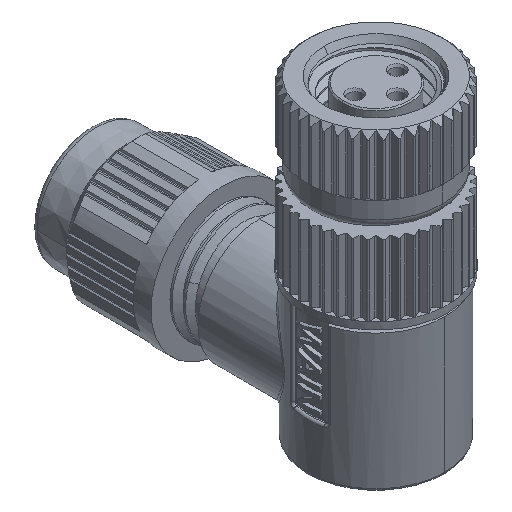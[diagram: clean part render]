
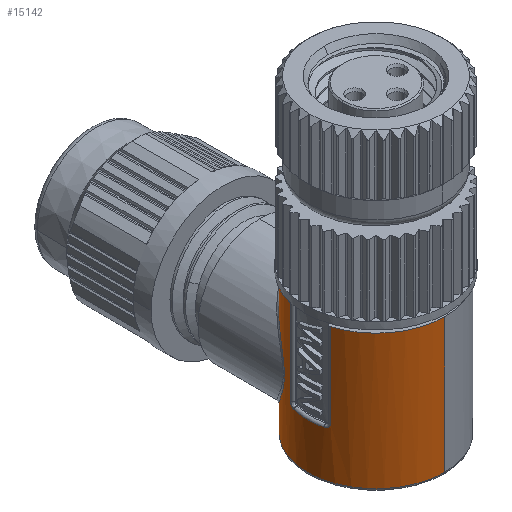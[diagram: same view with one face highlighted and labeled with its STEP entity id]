
A CAD part, isometric view. The second image highlights one B-rep face of the part: STEP entity #15142.
In plain terms, the highlighted cylindrical face has radius 5.7 mm (diameter 11.4 mm), a partial arc.
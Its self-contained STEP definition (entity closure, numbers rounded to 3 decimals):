
#645=CARTESIAN_POINT('',(0.,5.7,-7.25));
#693=CARTESIAN_POINT('',(0.,5.7,-18.05));
#695=DIRECTION('',(0.,0.,-1.));
#696=VECTOR('',#695,0.05);
#697=CARTESIAN_POINT('',(0.,5.7,-18.05));
#698=LINE('',#697,#696);
#704=DIRECTION('',(0.,0.,1.));
#705=VECTOR('',#704,11.2);
#706=CARTESIAN_POINT('',(0.,-5.7,-18.1));
#707=LINE('',#706,#705);
#742=DIRECTION('',(0.,0.,-1.));
#743=VECTOR('',#742,0.35);
#744=CARTESIAN_POINT('',(0.,5.7,-6.9));
#745=LINE('',#744,#743);
#756=CARTESIAN_POINT('',(0.,5.7,-18.05));
#757=CARTESIAN_POINT('',(-0.146,5.7,
-18.05));
#758=CARTESIAN_POINT('',(-0.434,5.689,
-18.037));
#759=CARTESIAN_POINT('',(-0.842,5.642,
-17.983));
#760=CARTESIAN_POINT('',(-1.24,5.568,-17.895));
#761=CARTESIAN_POINT('',(-1.599,5.475,-17.786));
#762=CARTESIAN_POINT('',(-1.965,5.356,-17.645));
#763=CARTESIAN_POINT('',(-2.357,5.196,-17.454));
#764=CARTESIAN_POINT('',(-2.749,5.,-17.218));
#765=CARTESIAN_POINT('',(-3.119,4.777,-16.946));
#766=CARTESIAN_POINT('',(-3.475,4.526,-16.633));
#767=CARTESIAN_POINT('',(-3.812,4.245,-16.275));
#768=CARTESIAN_POINT('',(-4.104,3.962,-15.901));
#769=CARTESIAN_POINT('',(-4.339,3.701,-15.54));
#770=CARTESIAN_POINT('',(-4.522,3.473,-15.208));
#771=CARTESIAN_POINT('',(-4.666,3.277,-14.902));
#772=CARTESIAN_POINT('',(-4.78,3.107,-14.617));
#773=CARTESIAN_POINT('',(-4.872,2.96,-14.349));
#774=CARTESIAN_POINT('',(-4.944,2.837,-14.096));
#775=CARTESIAN_POINT('',(-5.001,2.735,-13.86));
#776=CARTESIAN_POINT('',(-5.044,2.655,-13.642));
#777=CARTESIAN_POINT('',(-5.076,2.593,-13.438));
#778=CARTESIAN_POINT('',(-5.1,2.545,-13.242));
#779=CARTESIAN_POINT('',(-5.117,2.511,-13.046));
#780=CARTESIAN_POINT('',(-5.128,2.489,-12.845));
#781=CARTESIAN_POINT('',(-5.131,2.482,-12.641));
#782=CARTESIAN_POINT('',(-5.127,2.49,-12.439));
#783=CARTESIAN_POINT('',(-5.116,2.513,-12.24));
#784=CARTESIAN_POINT('',(-5.099,2.549,-12.042));
#785=CARTESIAN_POINT('',(-5.072,2.6,-11.833));
#786=CARTESIAN_POINT('',(-5.035,2.672,-11.606));
#787=CARTESIAN_POINT('',(-4.983,2.768,-11.359));
#788=CARTESIAN_POINT('',(-4.915,2.887,-11.096));
#789=CARTESIAN_POINT('',(-4.829,3.031,-10.818));
#790=CARTESIAN_POINT('',(-4.719,3.2,-10.523));
#791=CARTESIAN_POINT('',(-4.579,3.398,-10.206));
#792=CARTESIAN_POINT('',(-4.398,3.631,-9.86));
#793=CARTESIAN_POINT('',(-4.169,3.893,-9.492));
#794=CARTESIAN_POINT('',(-3.896,4.167,-9.126));
#795=CARTESIAN_POINT('',(-3.597,4.427,-8.792));
#796=CARTESIAN_POINT('',(-3.28,4.668,-8.489));
#797=CARTESIAN_POINT('',(-2.913,4.907,-8.195));
#798=CARTESIAN_POINT('',(-2.49,5.135,-7.919));
#799=CARTESIAN_POINT('',(-2.062,5.32,-7.698));
#800=CARTESIAN_POINT('',(-1.625,5.471,-7.519));
#801=CARTESIAN_POINT('',(-1.105,5.601,-7.366));
#802=CARTESIAN_POINT('',(-0.542,5.683,
-7.269));
#803=CARTESIAN_POINT('',(-0.18,5.7,
-7.25));
#804=CARTESIAN_POINT('',(0.,5.7,-7.25));
#806=CARTESIAN_POINT('',(0.,0.,-6.9));
#807=DIRECTION('',(0.,0.,1.));
#808=DIRECTION('',(0.,1.,0.));
#809=AXIS2_PLACEMENT_3D('',#806,#807,#808);
#811=DIRECTION('',(0.,0.,1.));
#812=VECTOR('',#811,7.);
#813=CARTESIAN_POINT('',(-5.456,1.649,-13.9));
#814=LINE('',#813,#812);
#815=CARTESIAN_POINT('',(-5.562,1.249,-14.3));
#816=CARTESIAN_POINT('',(-5.553,1.286,-14.3));
#817=CARTESIAN_POINT('',(-5.536,1.358,-14.29));
#818=CARTESIAN_POINT('',(-5.51,1.461,-14.246));
#819=CARTESIAN_POINT('',(-5.487,1.543,-14.179));
#820=CARTESIAN_POINT('',(-5.471,1.601,-14.1));
#821=CARTESIAN_POINT('',(-5.459,1.64,-14.006));
#822=CARTESIAN_POINT('',(-5.456,1.649,-13.937));
#823=CARTESIAN_POINT('',(-5.456,1.649,-13.9));
#825=CARTESIAN_POINT('',(0.,0.,-14.3));
#826=DIRECTION('',(0.,0.,-1.));
#827=DIRECTION('',(-0.976,-0.219,0.));
#828=AXIS2_PLACEMENT_3D('',#825,#826,#827);
#830=CARTESIAN_POINT('',(-5.456,-1.649,
-13.9));
#831=CARTESIAN_POINT('',(-5.456,-1.649,
-13.941));
#832=CARTESIAN_POINT('',(-5.46,-1.638,
-14.016));
#833=CARTESIAN_POINT('',(-5.472,-1.595,
-14.11));
#834=CARTESIAN_POINT('',(-5.488,-1.539,
-14.181));
#835=CARTESIAN_POINT('',(-5.505,-1.477,
-14.232));
#836=CARTESIAN_POINT('',(-5.522,-1.413,
-14.268));
#837=CARTESIAN_POINT('',(-5.541,-1.339,
-14.293));
#838=CARTESIAN_POINT('',(-5.554,-1.28,
-14.3));
#839=CARTESIAN_POINT('',(-5.562,-1.249,
-14.3));
#841=DIRECTION('',(0.,0.,-1.));
#842=VECTOR('',#841,7.);
#843=CARTESIAN_POINT('',(-5.456,-1.649,-6.9));
#844=LINE('',#843,#842);
#845=CARTESIAN_POINT('',(0.,0.,-6.9));
#846=DIRECTION('',(0.,0.,1.));
#847=DIRECTION('',(-0.957,-0.289,0.));
#848=AXIS2_PLACEMENT_3D('',#845,#846,#847);
#850=CARTESIAN_POINT('',(0.,0.,-18.1));
#851=DIRECTION('',(0.,0.,-1.));
#852=DIRECTION('',(0.,-1.,0.));
#853=AXIS2_PLACEMENT_3D('',#850,#851,#852);
#11247=CARTESIAN_POINT('',(0.,5.7,-18.1));
#11248=CARTESIAN_POINT('',(0.,-5.7,-18.1));
#11249=VERTEX_POINT('',#11247);
#11250=VERTEX_POINT('',#11248);
#11251=CARTESIAN_POINT('',(0.,-5.7,-6.9));
#11252=VERTEX_POINT('',#11251);
#11534=CARTESIAN_POINT('',(-5.456,1.649,-6.9));
#11536=VERTEX_POINT('',#11534);
#11540=CARTESIAN_POINT('',(-5.456,1.649,
-13.9));
#11541=VERTEX_POINT('',#11540);
#11542=VERTEX_POINT('',#815);
#11544=CARTESIAN_POINT('',(-5.562,-1.249,-14.3));
#11545=VERTEX_POINT('',#11544);
#11548=VERTEX_POINT('',#830);
#11551=CARTESIAN_POINT('',(-5.456,-1.649,-6.9));
#11553=VERTEX_POINT('',#11551);
#11554=CARTESIAN_POINT('',(0.,5.7,-6.9));
#11555=VERTEX_POINT('',#11554);
#11560=VERTEX_POINT('',#645);
#11561=VERTEX_POINT('',#693);
#15117=CARTESIAN_POINT('',(0.,0.,-23.));
#15118=DIRECTION('',(0.,0.,1.));
#15119=DIRECTION('',(-1.,0.,0.));
#15120=AXIS2_PLACEMENT_3D('',#15117,#15118,#15119);
#15121=CYLINDRICAL_SURFACE('',#15120,5.7);
#15122=ORIENTED_EDGE('',*,*,#15108,.T.);
#15123=ORIENTED_EDGE('',*,*,#14683,.F.);
#15124=ORIENTED_EDGE('',*,*,#13510,.T.);
#15126=ORIENTED_EDGE('',*,*,#15125,.F.);
#15128=ORIENTED_EDGE('',*,*,#15127,.F.);
#15130=ORIENTED_EDGE('',*,*,#15129,.F.);
#15132=ORIENTED_EDGE('',*,*,#15131,.F.);
#15134=ORIENTED_EDGE('',*,*,#15133,.F.);
#15135=ORIENTED_EDGE('',*,*,#13498,.T.);
#15136=ORIENTED_EDGE('',*,*,#14671,.F.);
#15138=ORIENTED_EDGE('',*,*,#15137,.T.);
#15139=ORIENTED_EDGE('',*,*,#14667,.F.);
#15140=EDGE_LOOP('',(#15122,#15123,#15124,#15126,#15128,#15130,#15132,#15134,
#15135,#15136,#15138,#15139));
#15141=FACE_OUTER_BOUND('',#15140,.F.);
#15142=ADVANCED_FACE('',(#15141),#15121,.T.);
#805=B_SPLINE_CURVE_WITH_KNOTS('',3,(#756,#757,#758,#759,#760,#761,#762,#763,
#764,#765,#766,#767,#768,#769,#770,#771,#772,#773,#774,#775,#776,#777,#778,#779,
#780,#781,#782,#783,#784,#785,#786,#787,#788,#789,#790,#791,#792,#793,#794,#795,
#796,#797,#798,#799,#800,#801,#802,#803,#804),.UNSPECIFIED.,.F.,.F.,(4,1,1,1,1,
1,1,1,1,1,1,1,1,1,1,1,1,1,1,1,1,1,1,1,1,1,1,1,1,1,1,1,1,1,1,1,1,1,1,1,1,1,1,1,1,
1,4),(0.,0.022,0.043,0.065,
0.087,0.109,0.13,0.152,
0.174,0.196,0.217,0.239,
0.261,0.283,0.304,0.326,
0.348,0.37,0.391,0.413,
0.435,0.457,0.478,0.5,0.522,
0.543,0.565,0.587,0.609,
0.63,0.652,0.674,0.696,
0.717,0.739,0.761,0.783,
0.804,0.826,0.848,0.87,
0.891,0.913,0.935,0.957,
0.978,1.),.UNSPECIFIED.);
#810=CIRCLE('',#809,5.7);
#824=B_SPLINE_CURVE_WITH_KNOTS('',3,(#815,#816,#817,#818,#819,#820,#821,#822,
#823),.UNSPECIFIED.,.F.,.F.,(4,1,1,1,1,1,4),(0.,0.167,
0.333,0.5,0.667,0.833,1.),
.UNSPECIFIED.);
#829=CIRCLE('',#828,5.7);
#840=B_SPLINE_CURVE_WITH_KNOTS('',3,(#830,#831,#832,#833,#834,#835,#836,#837,
#838,#839),.UNSPECIFIED.,.F.,.F.,(4,1,1,1,1,1,1,4),(0.,0.143,
0.286,0.429,0.571,0.714,
0.857,1.),.UNSPECIFIED.);
#849=CIRCLE('',#848,5.7);
#854=CIRCLE('',#853,5.7);
#13498=EDGE_CURVE('',#11553,#11252,#849,.T.);
#13510=EDGE_CURVE('',#11555,#11536,#810,.T.);
#14667=EDGE_CURVE('',#11561,#11249,#698,.T.);
#14671=EDGE_CURVE('',#11250,#11252,#707,.T.);
#14683=EDGE_CURVE('',#11555,#11560,#745,.T.);
#15108=EDGE_CURVE('',#11561,#11560,#805,.T.);
#15125=EDGE_CURVE('',#11541,#11536,#814,.T.);
#15127=EDGE_CURVE('',#11542,#11541,#824,.T.);
#15129=EDGE_CURVE('',#11545,#11542,#829,.T.);
#15131=EDGE_CURVE('',#11548,#11545,#840,.T.);
#15133=EDGE_CURVE('',#11553,#11548,#844,.T.);
#15137=EDGE_CURVE('',#11250,#11249,#854,.T.);
